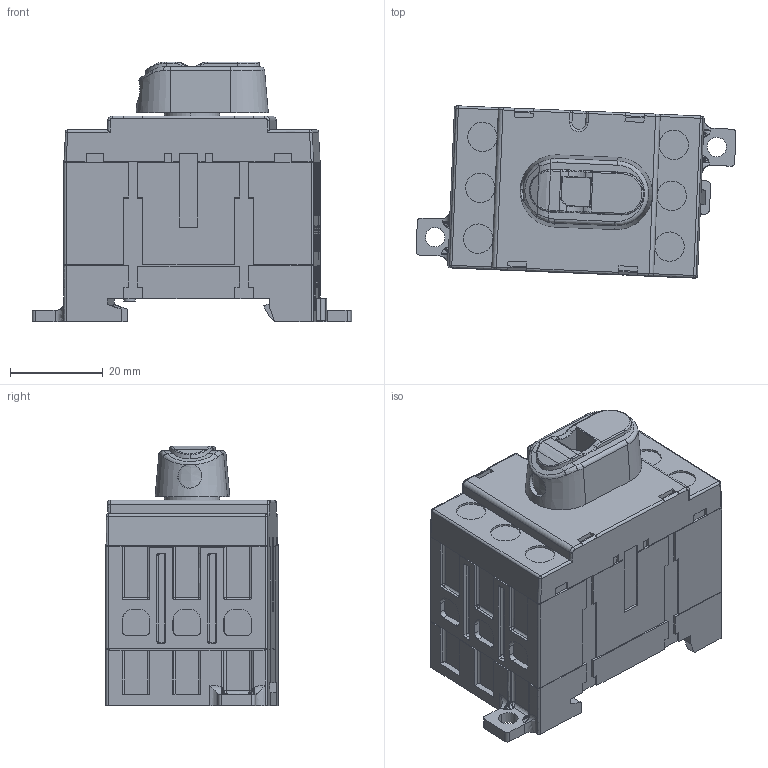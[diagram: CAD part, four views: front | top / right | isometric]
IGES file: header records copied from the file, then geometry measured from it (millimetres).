
Start section:  PTC IGES file: ot16-40f3_b50_igs.igs
Global section: file name: ot16-40f3_b50_igs.igs; native system: Creo Parametric by PTC Inc.; preprocessor: 2017480; author: FIALBJO; organization: Unknown; date: 20180716.153256; units: millimetre
Bounding box: 69.13 x 37.18 x 56.15 mm (x, y, z)
Volume: 76694.2 mm3; surface area: 15571 mm2
Topology: 1 solids, 2 shells, 809 faces, 2209 edges, 1402 vertices
Faces by surface type: bspline 541, revolution 267, extrusion 1
